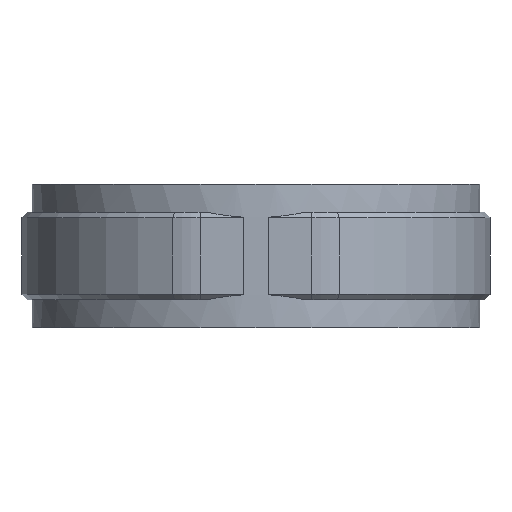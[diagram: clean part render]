
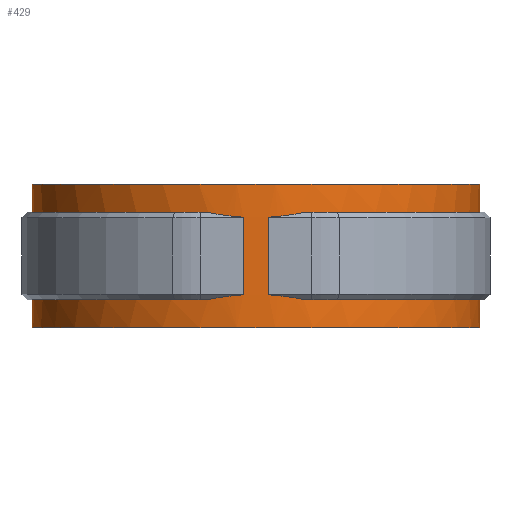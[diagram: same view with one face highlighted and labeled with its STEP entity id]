
A CAD part, front view. The second image highlights one B-rep face of the part: STEP entity #429.
In plain terms, the highlighted cylindrical face has radius 43.65 mm (diameter 87.3 mm), a partial arc.
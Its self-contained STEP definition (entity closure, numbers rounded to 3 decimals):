
#429 = ADVANCED_FACE( '', ( #752 ), #753, .T. );
#752 = FACE_OUTER_BOUND( '', #1700, .T. );
#753 = CYLINDRICAL_SURFACE( '', #1701, 43.65 );
#1700 = EDGE_LOOP( '', ( #3378, #3379, #3380, #3381, #3382, #3383, #3384, #3385, #3386, #3387, #3388, #3389, #3390, #3391, #3392, #3393 ) );
#1701 = AXIS2_PLACEMENT_3D( '', #3394, #3395, #3396 );
#3378 = ORIENTED_EDGE( '', *, *, #4238, .F. );
#3379 = ORIENTED_EDGE( '', *, *, #4196, .T. );
#3380 = ORIENTED_EDGE( '', *, *, #4236, .T. );
#3381 = ORIENTED_EDGE( '', *, *, #4179, .T. );
#3382 = ORIENTED_EDGE( '', *, *, #4251, .T. );
#3383 = ORIENTED_EDGE( '', *, *, #4212, .F. );
#3384 = ORIENTED_EDGE( '', *, *, #4285, .T. );
#3385 = ORIENTED_EDGE( '', *, *, #4207, .T. );
#3386 = ORIENTED_EDGE( '', *, *, #4284, .F. );
#3387 = ORIENTED_EDGE( '', *, *, #4225, .T. );
#3388 = ORIENTED_EDGE( '', *, *, #4286, .F. );
#3389 = ORIENTED_EDGE( '', *, *, #4215, .F. );
#3390 = ORIENTED_EDGE( '', *, *, #4282, .F. );
#3391 = ORIENTED_EDGE( '', *, *, #4185, .T. );
#3392 = ORIENTED_EDGE( '', *, *, #4234, .F. );
#3393 = ORIENTED_EDGE( '', *, *, #4244, .T. );
#3394 = CARTESIAN_POINT( '', ( 0., 0., -14. ) );
#3395 = DIRECTION( '', ( 0., 0., -1. ) );
#3396 = DIRECTION( '', ( -1., 0., 0. ) );
#4179 = EDGE_CURVE( '', #4844, #4845, #4846, .T. );
#4185 = EDGE_CURVE( '', #4857, #4855, #4858, .T. );
#4196 = EDGE_CURVE( '', #4876, #4874, #4877, .T. );
#4207 = EDGE_CURVE( '', #4895, #4893, #4896, .T. );
#4212 = EDGE_CURVE( '', #4903, #4905, #4906, .T. );
#4215 = EDGE_CURVE( '', #4908, #4910, #4911, .T. );
#4225 = EDGE_CURVE( '', #4927, #4925, #4928, .F. );
#4234 = EDGE_CURVE( '', #4939, #4855, #4941, .T. );
#4236 = EDGE_CURVE( '', #4874, #4844, #4943, .T. );
#4238 = EDGE_CURVE( '', #4876, #4946, #4947, .F. );
#4244 = EDGE_CURVE( '', #4939, #4946, #4954, .F. );
#4251 = EDGE_CURVE( '', #4845, #4905, #4963, .T. );
#4282 = EDGE_CURVE( '', #4857, #4908, #5006, .T. );
#4284 = EDGE_CURVE( '', #4927, #4893, #5008, .T. );
#4285 = EDGE_CURVE( '', #4903, #4895, #5009, .T. );
#4286 = EDGE_CURVE( '', #4910, #4925, #5010, .T. );
#4844 = VERTEX_POINT( '', #7336 );
#4845 = VERTEX_POINT( '', #7337 );
#4846 = LINE( '', #7338, #7339 );
#4855 = VERTEX_POINT( '', #7356 );
#4857 = VERTEX_POINT( '', #7359 );
#4858 = LINE( '', #7360, #7361 );
#4874 = VERTEX_POINT( '', #7382 );
#4876 = VERTEX_POINT( '', #7385 );
#4877 = ELLIPSE( '', #7386, 61.73, 43.65 );
#4893 = VERTEX_POINT( '', #7407 );
#4895 = VERTEX_POINT( '', #7410 );
#4896 = ELLIPSE( '', #7411, 61.73, 43.65 );
#4903 = VERTEX_POINT( '', #7423 );
#4905 = VERTEX_POINT( '', #7426 );
#4906 = LINE( '', #7427, #7428 );
#4908 = VERTEX_POINT( '', #7431 );
#4910 = VERTEX_POINT( '', #7434 );
#4911 = LINE( '', #7435, #7436 );
#4925 = VERTEX_POINT( '', #7456 );
#4927 = VERTEX_POINT( '', #7459 );
#4928 = ELLIPSE( '', #7460, 61.73, 43.65 );
#4939 = VERTEX_POINT( '', #7474 );
#4941 = CIRCLE( '', #7477, 43.65 );
#4943 = CIRCLE( '', #7480, 43.65 );
#4946 = VERTEX_POINT( '', #7484 );
#4947 = LINE( '', #7485, #7486 );
#4954 = ELLIPSE( '', #7521, 61.73, 43.65 );
#4963 = CIRCLE( '', #7534, 43.65 );
#5006 = CIRCLE( '', #7645, 43.65 );
#5008 = LINE( '', #7648, #7649 );
#5009 = CIRCLE( '', #7650, 43.65 );
#5010 = CIRCLE( '', #7651, 43.65 );
#7336 = CARTESIAN_POINT( '', ( 6., 43.236, 8.5 ) );
#7337 = CARTESIAN_POINT( '', ( 6., 43.236, 14. ) );
#7338 = CARTESIAN_POINT( '', ( 6., 43.236, -14. ) );
#7339 = VECTOR( '', #8354, 1000. );
#7356 = CARTESIAN_POINT( '', ( 6., 43.236, -8.5 ) );
#7359 = CARTESIAN_POINT( '', ( 6., 43.236, -14. ) );
#7360 = CARTESIAN_POINT( '', ( 6., 43.236, -14. ) );
#7361 = VECTOR( '', #8358, 1000. );
#7382 = CARTESIAN_POINT( '', ( 9.29, -42.65, 8.5 ) );
#7385 = CARTESIAN_POINT( '', ( 2.5, -43.578, 7.572 ) );
#7386 = AXIS2_PLACEMENT_3D( '', #8377, #8378, #8379 );
#7407 = CARTESIAN_POINT( '', ( -2.5, -43.578, 7.572 ) );
#7410 = CARTESIAN_POINT( '', ( -9.29, -42.65, 8.5 ) );
#7411 = AXIS2_PLACEMENT_3D( '', #8398, #8399, #8400 );
#7423 = CARTESIAN_POINT( '', ( -6., 43.236, 8.5 ) );
#7426 = CARTESIAN_POINT( '', ( -6., 43.236, 14. ) );
#7427 = CARTESIAN_POINT( '', ( -6., 43.236, -14. ) );
#7428 = VECTOR( '', #8404, 1000. );
#7431 = CARTESIAN_POINT( '', ( -6., 43.236, -14. ) );
#7434 = CARTESIAN_POINT( '', ( -6., 43.236, -8.5 ) );
#7435 = CARTESIAN_POINT( '', ( -6., 43.236, -14. ) );
#7436 = VECTOR( '', #8407, 1000. );
#7456 = CARTESIAN_POINT( '', ( -9.29, -42.65, -8.5 ) );
#7459 = CARTESIAN_POINT( '', ( -2.5, -43.578, -7.572 ) );
#7460 = AXIS2_PLACEMENT_3D( '', #8424, #8425, #8426 );
#7474 = CARTESIAN_POINT( '', ( 9.29, -42.65, -8.5 ) );
#7477 = AXIS2_PLACEMENT_3D( '', #8443, #8444, #8445 );
#7480 = AXIS2_PLACEMENT_3D( '', #8447, #8448, #8449 );
#7484 = CARTESIAN_POINT( '', ( 2.5, -43.578, -7.572 ) );
#7485 = CARTESIAN_POINT( '', ( 2.5, -43.578, -14. ) );
#7486 = VECTOR( '', #8451, 1000. );
#7521 = AXIS2_PLACEMENT_3D( '', #8454, #8455, #8456 );
#7534 = AXIS2_PLACEMENT_3D( '', #8467, #8468, #8469 );
#7645 = AXIS2_PLACEMENT_3D( '', #8516, #8517, #8518 );
#7648 = CARTESIAN_POINT( '', ( -2.5, -43.578, -14. ) );
#7649 = VECTOR( '', #8520, 1000. );
#7650 = AXIS2_PLACEMENT_3D( '', #8521, #8522, #8523 );
#7651 = AXIS2_PLACEMENT_3D( '', #8524, #8525, #8526 );
#8354 = DIRECTION( '', ( 0., 0., 1. ) );
#8358 = DIRECTION( '', ( 0., 0., 1. ) );
#8377 = CARTESIAN_POINT( '', ( 0., 0., 51.15 ) );
#8378 = DIRECTION( '', ( 0., -0.707, 0.707 ) );
#8379 = DIRECTION( '', ( 0., 0.707, 0.707 ) );
#8398 = CARTESIAN_POINT( '', ( 0., 0., 51.15 ) );
#8399 = DIRECTION( '', ( 0., -0.707, 0.707 ) );
#8400 = DIRECTION( '', ( 0., 0.707, 0.707 ) );
#8404 = DIRECTION( '', ( 0., 0., 1. ) );
#8407 = DIRECTION( '', ( 0., 0., 1. ) );
#8424 = CARTESIAN_POINT( '', ( 0., 0., -51.15 ) );
#8425 = DIRECTION( '', ( 0., 0.707, 0.707 ) );
#8426 = DIRECTION( '', ( 0., -0.707, 0.707 ) );
#8443 = CARTESIAN_POINT( '', ( 0., 0., -8.5 ) );
#8444 = DIRECTION( '', ( 0., 0., 1. ) );
#8445 = DIRECTION( '', ( 1., 0., 0. ) );
#8447 = CARTESIAN_POINT( '', ( 0., 0., 8.5 ) );
#8448 = DIRECTION( '', ( 0., 0., 1. ) );
#8449 = DIRECTION( '', ( 1., 0., 0. ) );
#8451 = DIRECTION( '', ( 0., 0., 1. ) );
#8454 = CARTESIAN_POINT( '', ( 0., 0., -51.15 ) );
#8455 = DIRECTION( '', ( 0., 0.707, 0.707 ) );
#8456 = DIRECTION( '', ( 0., -0.707, 0.707 ) );
#8467 = CARTESIAN_POINT( '', ( 0., 0., 14. ) );
#8468 = DIRECTION( '', ( 0., 0., -1. ) );
#8469 = DIRECTION( '', ( 1., 0., 0. ) );
#8516 = CARTESIAN_POINT( '', ( 0., 0., -14. ) );
#8517 = DIRECTION( '', ( 0., 0., -1. ) );
#8518 = DIRECTION( '', ( 1., 0., 0. ) );
#8520 = DIRECTION( '', ( 0., 0., 1. ) );
#8521 = CARTESIAN_POINT( '', ( 0., 0., 8.5 ) );
#8522 = DIRECTION( '', ( 0., 0., 1. ) );
#8523 = DIRECTION( '', ( 1., 0., 0. ) );
#8524 = CARTESIAN_POINT( '', ( 0., 0., -8.5 ) );
#8525 = DIRECTION( '', ( 0., 0., 1. ) );
#8526 = DIRECTION( '', ( 1., 0., 0. ) );
